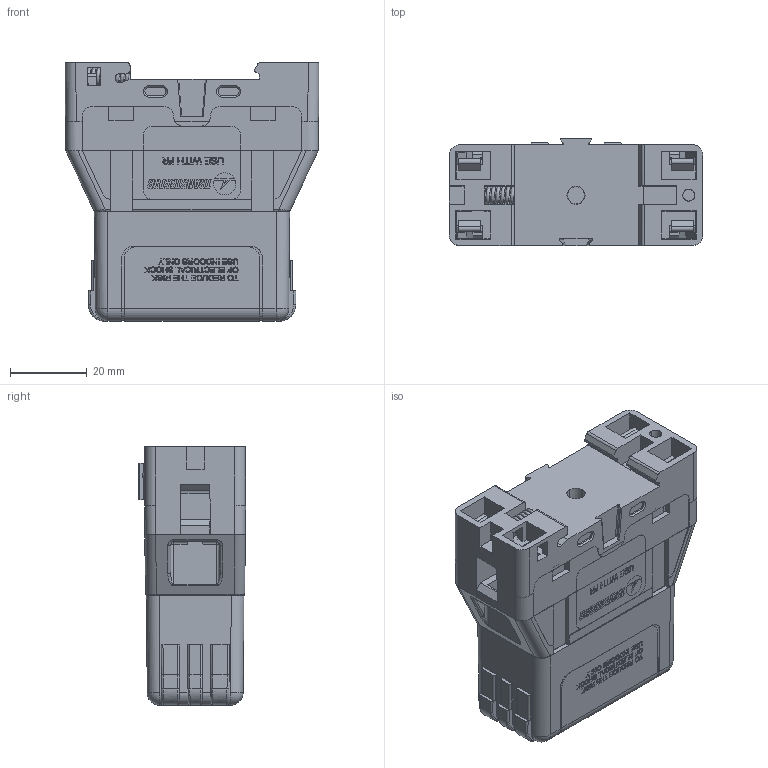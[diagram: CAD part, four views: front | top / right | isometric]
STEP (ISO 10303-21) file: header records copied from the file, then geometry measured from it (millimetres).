
FILE_DESCRIPTION (( 'STEP AP214' ), '1' );
FILE_NAME ('1101-629-E.STEP', '2019-01-16T18:48:38', ( '' ), ( '' ), 'SwSTEP 2.0', 'SolidWorks 2018', '' );
FILE_SCHEMA (( 'AUTOMOTIVE_DESIGN' ));
Length unit declared in the file: inch
Products named in the file (24): 2001-150; 4100-135^2250-706; TVSS_base_top^2001-151; TVSS_Holder_Lug_Assembly^2001-151_copper lug; 2003-1052; 1000-895_; 2003-3115; TVSS_holder_spring^2001-151; 1101-629-E; 2250-706; 3450-093; Part1^1101-629-E; TVSS_holder_wirelug^TVSS_Holder_Lug_Assembly_2001-151; 2004-077; TVSS_holder_setscrew^TVSS_Holder_Lug_Assembly_2001-151_slotted; 2001-151; 1800-678^2250-706; 2105-518_Bend 1; TVSS_base_bottom^2001-151; 2400-161; 2105-518_BEND2; 2003-1881; 121-500-001_.175 Mat''l Thickness; TVSS_holder_clip^TVSS_Holder_Lug_Assembly_2001-151
Assembly tree (22 placements, depth 4):
  4100-135^2250-706
  1101-629-E
    1000-895_
      2004-077
      2105-518_BEND2
      2105-518_Bend 1
      121-500-001_.175 Mat''l Thickness  x2
    2001-150
    2001-151
      TVSS_base_bottom^2001-151
      TVSS_Holder_Lug_Assembly^2001-151_copper lug  x2
        TVSS_holder_clip^TVSS_Holder_Lug_Assembly_2001-151
        TVSS_holder_wirelug^TVSS_Holder_Lug_Assembly_2001-151
        TVSS_holder_setscrew^TVSS_Holder_Lug_Assembly_2001-151_slotted
      TVSS_holder_spring^2001-151
      TVSS_base_top^2001-151
    2250-706
      2400-161
      3450-093
    2003-1881
    2003-1052
    2003-3115
  Part1^1101-629-E
  1800-678^2250-706
Bounding box: 66.12 x 27.88 x 67.31 mm (x, y, z)
Volume: 49724 mm3; surface area: 56367.8 mm2
Topology: 22 solids, 22 shells, 4307 faces, 11444 edges, 7459 vertices
Faces by surface type: plane 2552, bspline 1144, cylinder 459, cone 80, torus 38, sphere 34
Entity records: 228772 total; most frequent: CARTESIAN_POINT 96403, ORIENTED_EDGE 21846, DIRECTION 15051, EDGE_CURVE 10923, LINE 7557, VECTOR 7557, VERTEX_POINT 7149, EDGE_LOOP 4436
